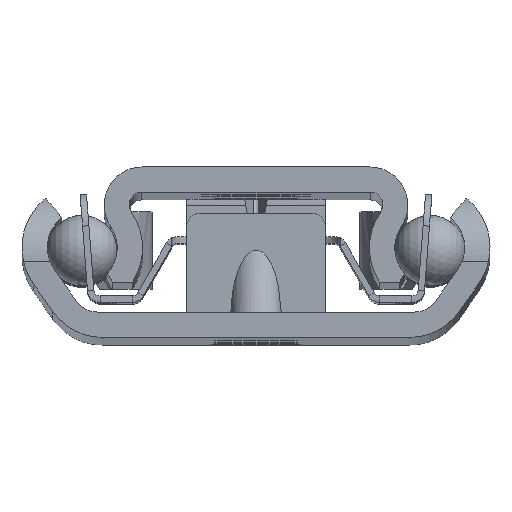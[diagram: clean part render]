
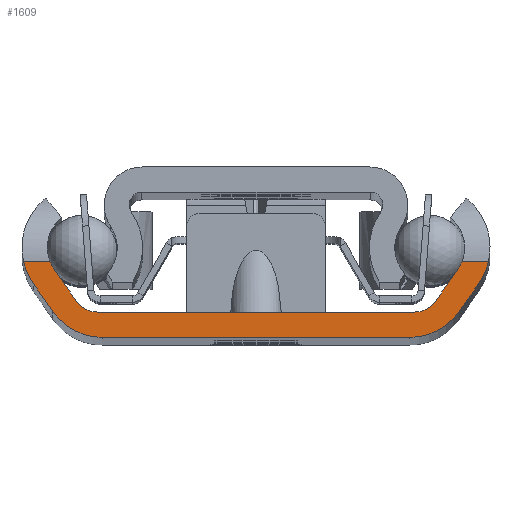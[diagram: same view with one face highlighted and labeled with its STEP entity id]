
A CAD part, top view. The second image highlights one B-rep face of the part: STEP entity #1609.
In plain terms, the highlighted planar face has unit normal (0, 0, 1).
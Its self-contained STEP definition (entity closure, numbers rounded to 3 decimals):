
#36=DIRECTION('',(-1.,0.,0.));
#37=VECTOR('',#36,2.086);
#38=CARTESIAN_POINT('',(18.377,6.,0.));
#39=LINE('',#38,#37);
#40=CARTESIAN_POINT('',(13.5,7.1,0.));
#41=DIRECTION('',(0.,0.,1.));
#42=DIRECTION('',(0.819,-0.574,0.));
#43=AXIS2_PLACEMENT_3D('',#40,#41,#42);
#45=DIRECTION('',(0.574,0.819,0.));
#46=VECTOR('',#45,2.694);
#47=CARTESIAN_POINT('',(16.051,2.026,0.));
#48=LINE('',#47,#46);
#49=DIRECTION('',(1.,0.,0.));
#50=VECTOR('',#49,24.319);
#51=CARTESIAN_POINT('',(-12.16,0.,0.));
#52=LINE('',#51,#50);
#53=DIRECTION('',(0.574,-0.819,0.));
#54=VECTOR('',#53,2.694);
#55=CARTESIAN_POINT('',(-17.596,4.232,0.));
#56=LINE('',#55,#54);
#57=CARTESIAN_POINT('',(-13.5,7.1,0.));
#58=DIRECTION('',(0.,0.,1.));
#59=DIRECTION('',(-0.975,-0.22,0.));
#60=AXIS2_PLACEMENT_3D('',#57,#58,#59);
#62=DIRECTION('',(-1.,0.,0.));
#63=VECTOR('',#62,2.086);
#64=CARTESIAN_POINT('',(-16.291,6.,0.));
#65=LINE('',#64,#63);
#66=CARTESIAN_POINT('',(-13.5,7.1,0.));
#67=DIRECTION('',(0.,0.,-1.));
#68=DIRECTION('',(-0.819,-0.574,0.));
#69=AXIS2_PLACEMENT_3D('',#66,#67,#68);
#71=DIRECTION('',(-0.574,0.819,0.));
#72=VECTOR('',#71,3.084);
#73=CARTESIAN_POINT('',(-14.188,2.853,0.));
#74=LINE('',#73,#72);
#75=DIRECTION('',(-1.,0.,0.));
#76=VECTOR('',#75,25.1);
#77=CARTESIAN_POINT('',(12.55,2.,0.));
#78=LINE('',#77,#76);
#79=DIRECTION('',(-0.574,-0.819,0.));
#80=VECTOR('',#79,3.084);
#81=CARTESIAN_POINT('',(15.957,5.379,0.));
#82=LINE('',#81,#80);
#83=CARTESIAN_POINT('',(13.5,7.1,0.));
#84=DIRECTION('',(0.,0.,-1.));
#85=DIRECTION('',(0.93,-0.367,0.));
#86=AXIS2_PLACEMENT_3D('',#83,#84,#85);
#127=CARTESIAN_POINT('',(12.55,4.,0.));
#128=DIRECTION('',(0.,0.,-1.));
#129=DIRECTION('',(0.819,-0.574,0.));
#130=AXIS2_PLACEMENT_3D('',#127,#128,#129);
#371=CARTESIAN_POINT('',(-12.55,4.,0.));
#372=DIRECTION('',(0.,0.,-1.));
#373=DIRECTION('',(0.,-1.,0.));
#374=AXIS2_PLACEMENT_3D('',#371,#372,#373);
#455=CARTESIAN_POINT('',(-12.16,4.75,0.));
#456=DIRECTION('',(0.,0.,1.));
#457=DIRECTION('',(-0.819,-0.574,0.));
#458=AXIS2_PLACEMENT_3D('',#455,#456,#457);
#643=CARTESIAN_POINT('',(12.16,4.75,0.));
#644=DIRECTION('',(0.,0.,1.));
#645=DIRECTION('',(0.,-1.,0.));
#646=AXIS2_PLACEMENT_3D('',#643,#644,#645);
#1318=CARTESIAN_POINT('',(-15.957,5.379,0.));
#1319=VERTEX_POINT('',#1318);
#1320=CARTESIAN_POINT('',(-17.596,4.232,0.));
#1321=VERTEX_POINT('',#1320);
#1322=CARTESIAN_POINT('',(17.596,4.232,0.));
#1323=VERTEX_POINT('',#1322);
#1324=CARTESIAN_POINT('',(15.957,5.379,0.));
#1325=VERTEX_POINT('',#1324);
#1327=CARTESIAN_POINT('',(12.55,2.,0.));
#1329=VERTEX_POINT('',#1327);
#1331=CARTESIAN_POINT('',(14.188,2.853,0.));
#1333=VERTEX_POINT('',#1331);
#1335=CARTESIAN_POINT('',(-14.188,2.853,0.));
#1337=VERTEX_POINT('',#1335);
#1339=CARTESIAN_POINT('',(-12.55,2.,0.));
#1341=VERTEX_POINT('',#1339);
#1342=CARTESIAN_POINT('',(16.051,2.026,0.));
#1344=VERTEX_POINT('',#1342);
#1348=CARTESIAN_POINT('',(12.16,0.,0.));
#1349=VERTEX_POINT('',#1348);
#1350=CARTESIAN_POINT('',(-12.16,0.,0.));
#1352=VERTEX_POINT('',#1350);
#1356=CARTESIAN_POINT('',(-16.051,2.026,0.));
#1357=VERTEX_POINT('',#1356);
#1358=CARTESIAN_POINT('',(18.377,6.,0.));
#1359=CARTESIAN_POINT('',(16.291,6.,0.));
#1360=VERTEX_POINT('',#1358);
#1361=VERTEX_POINT('',#1359);
#1362=CARTESIAN_POINT('',(-16.291,6.,0.));
#1363=CARTESIAN_POINT('',(-18.377,6.,0.));
#1364=VERTEX_POINT('',#1362);
#1365=VERTEX_POINT('',#1363);
#1570=CARTESIAN_POINT('',(0.,0.,0.));
#1571=DIRECTION('',(0.,0.,1.));
#1572=DIRECTION('',(1.,0.,0.));
#1573=AXIS2_PLACEMENT_3D('',#1570,#1571,#1572);
#1574=PLANE('',#1573);
#1576=ORIENTED_EDGE('',*,*,#1575,.F.);
#1578=ORIENTED_EDGE('',*,*,#1577,.F.);
#1580=ORIENTED_EDGE('',*,*,#1579,.F.);
#1582=ORIENTED_EDGE('',*,*,#1581,.F.);
#1584=ORIENTED_EDGE('',*,*,#1583,.F.);
#1586=ORIENTED_EDGE('',*,*,#1585,.F.);
#1588=ORIENTED_EDGE('',*,*,#1587,.F.);
#1590=ORIENTED_EDGE('',*,*,#1589,.F.);
#1592=ORIENTED_EDGE('',*,*,#1591,.F.);
#1594=ORIENTED_EDGE('',*,*,#1593,.F.);
#1596=ORIENTED_EDGE('',*,*,#1595,.F.);
#1598=ORIENTED_EDGE('',*,*,#1597,.F.);
#1600=ORIENTED_EDGE('',*,*,#1599,.F.);
#1602=ORIENTED_EDGE('',*,*,#1601,.F.);
#1604=ORIENTED_EDGE('',*,*,#1603,.F.);
#1606=ORIENTED_EDGE('',*,*,#1605,.F.);
#1607=EDGE_LOOP('',(#1576,#1578,#1580,#1582,#1584,#1586,#1588,#1590,#1592,#1594,
#1596,#1598,#1600,#1602,#1604,#1606));
#1608=FACE_OUTER_BOUND('',#1607,.F.);
#1609=ADVANCED_FACE('',(#1608),#1574,.T.);
#44=CIRCLE('',#43,5.);
#61=CIRCLE('',#60,5.);
#70=CIRCLE('',#69,3.);
#87=CIRCLE('',#86,3.);
#131=CIRCLE('',#130,2.);
#375=CIRCLE('',#374,2.);
#459=CIRCLE('',#458,4.75);
#647=CIRCLE('',#646,4.75);
#1575=EDGE_CURVE('',#1360,#1361,#39,.T.);
#1577=EDGE_CURVE('',#1323,#1360,#44,.T.);
#1579=EDGE_CURVE('',#1344,#1323,#48,.T.);
#1581=EDGE_CURVE('',#1349,#1344,#647,.T.);
#1583=EDGE_CURVE('',#1352,#1349,#52,.T.);
#1585=EDGE_CURVE('',#1357,#1352,#459,.T.);
#1587=EDGE_CURVE('',#1321,#1357,#56,.T.);
#1589=EDGE_CURVE('',#1365,#1321,#61,.T.);
#1591=EDGE_CURVE('',#1364,#1365,#65,.T.);
#1593=EDGE_CURVE('',#1319,#1364,#70,.T.);
#1595=EDGE_CURVE('',#1337,#1319,#74,.T.);
#1597=EDGE_CURVE('',#1341,#1337,#375,.T.);
#1599=EDGE_CURVE('',#1329,#1341,#78,.T.);
#1601=EDGE_CURVE('',#1333,#1329,#131,.T.);
#1603=EDGE_CURVE('',#1325,#1333,#82,.T.);
#1605=EDGE_CURVE('',#1361,#1325,#87,.T.);
